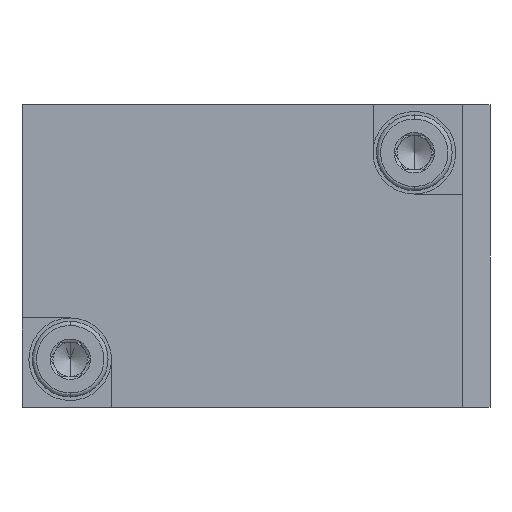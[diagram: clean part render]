
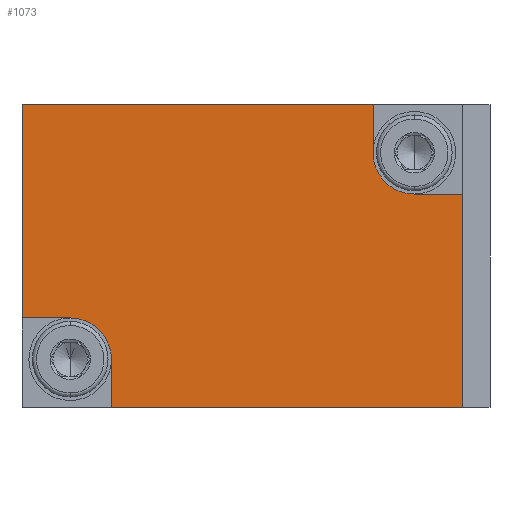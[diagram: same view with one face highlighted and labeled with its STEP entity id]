
A CAD part, front view. The second image highlights one B-rep face of the part: STEP entity #1073.
In plain terms, the highlighted planar face has unit normal (0, -1, 0).
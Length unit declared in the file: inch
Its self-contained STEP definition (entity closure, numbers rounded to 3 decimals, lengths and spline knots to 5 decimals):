
#195 = EDGE_CURVE ( 'NONE', #3261, #2995, #243, .T. ) ;
#243 = CIRCLE ( 'NONE', #4079, 0.11811 ) ;
#426 = CARTESIAN_POINT ( 'NONE',  ( -0.62992, 0., 0.25591 ) ) ;
#443 = EDGE_CURVE ( 'NONE', #615, #3298, #3248, .T. ) ;
#516 = LINE ( 'NONE', #6773, #4593 ) ;
#525 = VERTEX_POINT ( 'NONE', #6314 ) ;
#573 = EDGE_CURVE ( 'NONE', #5702, #3174, #1388, .T. ) ;
#615 = VERTEX_POINT ( 'NONE', #800 ) ;
#777 = AXIS2_PLACEMENT_3D ( 'NONE', #3040, #5240, #5391 ) ;
#800 = CARTESIAN_POINT ( 'NONE',  ( -0.37402, 0., 0. ) ) ;
#855 = ORIENTED_EDGE ( 'NONE', *, *, #573, .T. ) ;
#857 = VERTEX_POINT ( 'NONE', #1676 ) ;
#902 = CIRCLE ( 'NONE', #777, 0.11811 ) ;
#1012 = EDGE_CURVE ( 'NONE', #3174, #4182, #5434, .T. ) ;
#1054 = DIRECTION ( 'NONE',  ( 1., 0., 0. ) ) ;
#1073 = ADVANCED_FACE ( 'NONE', ( #4508 ), #1145, .F. ) ;
#1145 = PLANE ( 'NONE',  #6988 ) ;
#1339 = ORIENTED_EDGE ( 'NONE', *, *, #1012, .T. ) ;
#1388 = LINE ( 'NONE', #3613, #4331 ) ;
#1493 = CARTESIAN_POINT ( 'NONE',  ( 0.62992, 0., 0. ) ) ;
#1518 = DIRECTION ( 'NONE',  ( -1., 0., 0. ) ) ;
#1584 = DIRECTION ( 'NONE',  ( 0., 0., 1. ) ) ;
#1676 = CARTESIAN_POINT ( 'NONE',  ( -0.37402, 0., 0.1378 ) ) ;
#1733 = CARTESIAN_POINT ( 'NONE',  ( 0.37402, 0., 0.86614 ) ) ;
#1739 = LINE ( 'NONE', #3551, #3021 ) ;
#1788 = DIRECTION ( 'NONE',  ( 0., 0., -1. ) ) ;
#1909 = VECTOR ( 'NONE', #7044, 39.37008 ) ;
#2030 = CARTESIAN_POINT ( 'NONE',  ( -0.49213, 0., 0.25591 ) ) ;
#2082 = EDGE_CURVE ( 'NONE', #5702, #3261, #2899, .T. ) ;
#2512 = CARTESIAN_POINT ( 'NONE',  ( -0.62992, 0., 0. ) ) ;
#2766 = VERTEX_POINT ( 'NONE', #2030 ) ;
#2778 = CARTESIAN_POINT ( 'NONE',  ( -0.62992, 0., 0.86614 ) ) ;
#2872 = EDGE_CURVE ( 'NONE', #2995, #525, #7355, .T. ) ;
#2899 = LINE ( 'NONE', #7463, #7116 ) ;
#2955 = DIRECTION ( 'NONE',  ( 0., 0., 1. ) ) ;
#2995 = VERTEX_POINT ( 'NONE', #5858 ) ;
#3008 = VECTOR ( 'NONE', #1054, 39.37008 ) ;
#3021 = VECTOR ( 'NONE', #2955, 39.37008 ) ;
#3040 = CARTESIAN_POINT ( 'NONE',  ( -0.49213, 0., 0.1378 ) ) ;
#3055 = DIRECTION ( 'NONE',  ( -1., 0., 0. ) ) ;
#3174 = VERTEX_POINT ( 'NONE', #2778 ) ;
#3248 = LINE ( 'NONE', #7292, #4203 ) ;
#3261 = VERTEX_POINT ( 'NONE', #6851 ) ;
#3298 = VERTEX_POINT ( 'NONE', #4052 ) ;
#3441 = DIRECTION ( 'NONE',  ( 0., 0., -1. ) ) ;
#3551 = CARTESIAN_POINT ( 'NONE',  ( -0.37402, 0., 0. ) ) ;
#3580 = EDGE_CURVE ( 'NONE', #2766, #4182, #516, .T. ) ;
#3613 = CARTESIAN_POINT ( 'NONE',  ( -0.62992, 0., 0.86614 ) ) ;
#3638 = EDGE_CURVE ( 'NONE', #615, #857, #1739, .T. ) ;
#3658 = VECTOR ( 'NONE', #1584, 39.37008 ) ;
#3848 = DIRECTION ( 'NONE',  ( 1., 0., 0. ) ) ;
#3933 = ORIENTED_EDGE ( 'NONE', *, *, #3580, .F. ) ;
#4052 = CARTESIAN_POINT ( 'NONE',  ( 0.62992, 0., 0. ) ) ;
#4079 = AXIS2_PLACEMENT_3D ( 'NONE', #6471, #5186, #4191 ) ;
#4182 = VERTEX_POINT ( 'NONE', #426 ) ;
#4191 = DIRECTION ( 'NONE',  ( 0., 0., 1. ) ) ;
#4203 = VECTOR ( 'NONE', #3848, 39.37008 ) ;
#4288 = CARTESIAN_POINT ( 'NONE',  ( 0.62992, 0., 0.86614 ) ) ;
#4320 = LINE ( 'NONE', #4288, #3658 ) ;
#4331 = VECTOR ( 'NONE', #3055, 39.37008 ) ;
#4508 = FACE_OUTER_BOUND ( 'NONE', #5539, .T. ) ;
#4593 = VECTOR ( 'NONE', #1518, 39.37008 ) ;
#4773 = ORIENTED_EDGE ( 'NONE', *, *, #6734, .T. ) ;
#4832 = ORIENTED_EDGE ( 'NONE', *, *, #2082, .F. ) ;
#4914 = ORIENTED_EDGE ( 'NONE', *, *, #2872, .F. ) ;
#5186 = DIRECTION ( 'NONE',  ( 0., -1., 0. ) ) ;
#5240 = DIRECTION ( 'NONE',  ( 0., -1., 0. ) ) ;
#5391 = DIRECTION ( 'NONE',  ( 0., 0., 1. ) ) ;
#5430 = ORIENTED_EDGE ( 'NONE', *, *, #6561, .F. ) ;
#5434 = LINE ( 'NONE', #2512, #1909 ) ;
#5539 = EDGE_LOOP ( 'NONE', ( #6427, #4832, #855, #1339, #3933, #5430, #6562, #5759, #4773, #4914 ) ) ;
#5702 = VERTEX_POINT ( 'NONE', #1733 ) ;
#5759 = ORIENTED_EDGE ( 'NONE', *, *, #443, .T. ) ;
#5858 = CARTESIAN_POINT ( 'NONE',  ( 0.49213, 0., 0.61024 ) ) ;
#6311 = CARTESIAN_POINT ( 'NONE',  ( 0.62992, 0., 0.61024 ) ) ;
#6314 = CARTESIAN_POINT ( 'NONE',  ( 0.62992, 0., 0.61024 ) ) ;
#6427 = ORIENTED_EDGE ( 'NONE', *, *, #195, .F. ) ;
#6471 = CARTESIAN_POINT ( 'NONE',  ( 0.49213, 0., 0.72835 ) ) ;
#6561 = EDGE_CURVE ( 'NONE', #857, #2766, #902, .T. ) ;
#6562 = ORIENTED_EDGE ( 'NONE', *, *, #3638, .F. ) ;
#6683 = DIRECTION ( 'NONE',  ( 0., 1., 0. ) ) ;
#6734 = EDGE_CURVE ( 'NONE', #3298, #525, #4320, .T. ) ;
#6773 = CARTESIAN_POINT ( 'NONE',  ( -0.62992, 0., 0.25591 ) ) ;
#6851 = CARTESIAN_POINT ( 'NONE',  ( 0.37402, 0., 0.72835 ) ) ;
#6988 = AXIS2_PLACEMENT_3D ( 'NONE', #1493, #6683, #3441 ) ;
#7044 = DIRECTION ( 'NONE',  ( 0., 0., -1. ) ) ;
#7116 = VECTOR ( 'NONE', #1788, 39.37008 ) ;
#7292 = CARTESIAN_POINT ( 'NONE',  ( 0.62992, 0., 0. ) ) ;
#7355 = LINE ( 'NONE', #6311, #3008 ) ;
#7463 = CARTESIAN_POINT ( 'NONE',  ( 0.37402, 0., 0. ) ) ;
